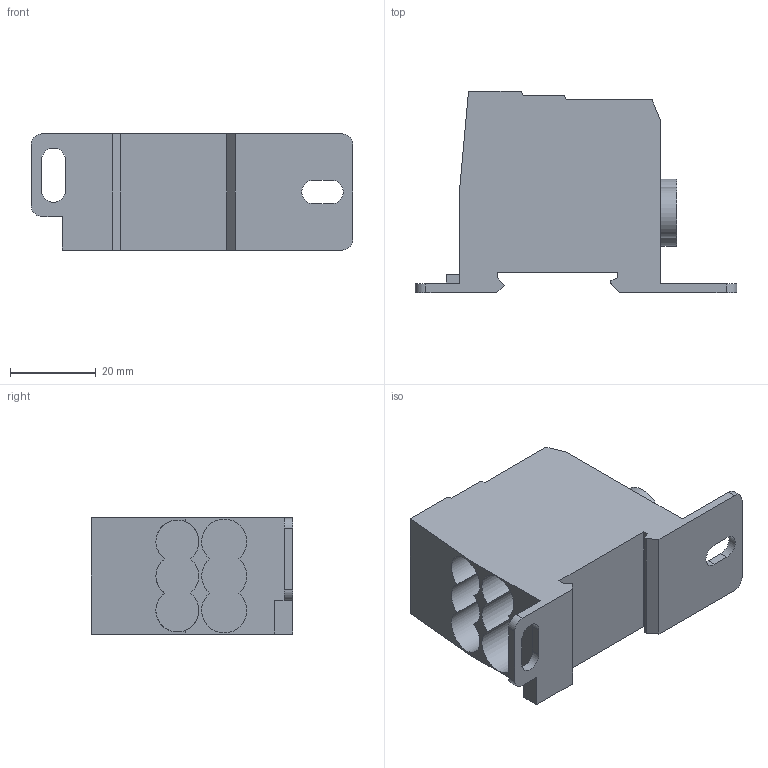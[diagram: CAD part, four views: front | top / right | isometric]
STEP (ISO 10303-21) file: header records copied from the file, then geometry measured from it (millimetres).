
FILE_DESCRIPTION(('FreeCAD Model'),'2;1');
FILE_NAME('1741_SVB_125.stp','2018-09-01T17:46:20',('Author'),(''), 'Open CASCADE STEP processor 7.2','FreeCAD','Unknown');
FILE_SCHEMA(('AUTOMOTIVE_DESIGN { 1 0 10303 214 1 1 1 1 }'));
Length unit declared in the file: millimetre
Products named in the file (1): 1741_SVB_125
Bounding box: 74.8 x 46.8 x 27 mm (x, y, z)
Volume: 46924.6 mm3; surface area: 14404 mm2
Topology: 1 solids, 1 shells, 73 faces, 179 edges, 119 vertices
Faces by surface type: plane 45, cylinder 28
Full cylindrical faces by diameter (mm): 6 x6, 6.1 x1, 7.2 x1
Entity records: 4745 total; most frequent: CARTESIAN_POINT 1146, DIRECTION 676, LINE 410, VECTOR 410, ORIENTED_EDGE 358, PCURVE 358, DEFINITIONAL_REPRESENTATION 358, EDGE_CURVE 179
